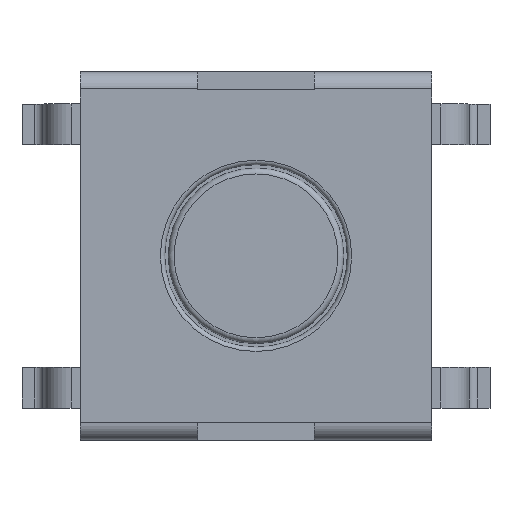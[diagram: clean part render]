
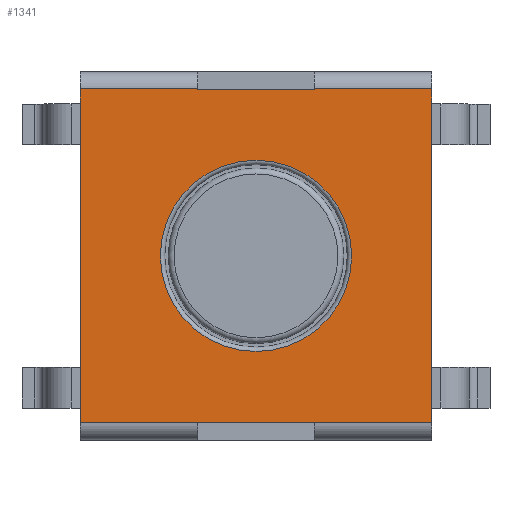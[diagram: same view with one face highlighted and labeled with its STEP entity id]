
A CAD part, top view. The second image highlights one B-rep face of the part: STEP entity #1341.
In plain terms, the highlighted planar face has unit normal (0, 0, 1).
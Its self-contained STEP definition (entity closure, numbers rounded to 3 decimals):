
#307 = VERTEX_POINT('',#308);
#308 = CARTESIAN_POINT('',(3.,2.853,2.6));
#315 = EDGE_CURVE('',#316,#307,#318,.T.);
#316 = VERTEX_POINT('',#317);
#317 = CARTESIAN_POINT('',(3.,-2.853,2.6));
#318 = LINE('',#319,#320);
#319 = CARTESIAN_POINT('',(3.,2.85,2.6));
#320 = VECTOR('',#321,1.);
#321 = DIRECTION('',(0.,1.,0.));
#1321 = VERTEX_POINT('',#1322);
#1322 = CARTESIAN_POINT('',(1.,2.853,2.6));
#1331 = EDGE_CURVE('',#1321,#307,#1332,.T.);
#1332 = LINE('',#1333,#1334);
#1333 = CARTESIAN_POINT('',(1.,2.853,2.6));
#1334 = VECTOR('',#1335,1.);
#1335 = DIRECTION('',(1.,0.,0.));
#1341 = ADVANCED_FACE('',(#1342,#1424),#1435,.T.);
#1342 = FACE_BOUND('',#1343,.T.);
#1343 = EDGE_LOOP('',(#1344,#1345,#1346,#1354,#1362,#1370,#1378,#1386,
#1394,#1402,#1410,#1418));
#1344 = ORIENTED_EDGE('',*,*,#315,.T.);
#1345 = ORIENTED_EDGE('',*,*,#1331,.F.);
#1346 = ORIENTED_EDGE('',*,*,#1347,.F.);
#1347 = EDGE_CURVE('',#1348,#1321,#1350,.T.);
#1348 = VERTEX_POINT('',#1349);
#1349 = CARTESIAN_POINT('',(1.,2.85,2.6));
#1350 = LINE('',#1351,#1352);
#1351 = CARTESIAN_POINT('',(1.,2.85,2.6));
#1352 = VECTOR('',#1353,1.);
#1353 = DIRECTION('',(0.,1.,0.));
#1354 = ORIENTED_EDGE('',*,*,#1355,.T.);
#1355 = EDGE_CURVE('',#1348,#1356,#1358,.T.);
#1356 = VERTEX_POINT('',#1357);
#1357 = CARTESIAN_POINT('',(-1.,2.85,2.6));
#1358 = LINE('',#1359,#1360);
#1359 = CARTESIAN_POINT('',(3.,2.85,2.6));
#1360 = VECTOR('',#1361,1.);
#1361 = DIRECTION('',(-1.,0.,0.));
#1362 = ORIENTED_EDGE('',*,*,#1363,.T.);
#1363 = EDGE_CURVE('',#1356,#1364,#1366,.T.);
#1364 = VERTEX_POINT('',#1365);
#1365 = CARTESIAN_POINT('',(-1.,2.853,2.6));
#1366 = LINE('',#1367,#1368);
#1367 = CARTESIAN_POINT('',(-1.,2.85,2.6));
#1368 = VECTOR('',#1369,1.);
#1369 = DIRECTION('',(0.,1.,0.));
#1370 = ORIENTED_EDGE('',*,*,#1371,.F.);
#1371 = EDGE_CURVE('',#1372,#1364,#1374,.T.);
#1372 = VERTEX_POINT('',#1373);
#1373 = CARTESIAN_POINT('',(-3.,2.853,2.6));
#1374 = LINE('',#1375,#1376);
#1375 = CARTESIAN_POINT('',(-3.,2.853,2.6));
#1376 = VECTOR('',#1377,1.);
#1377 = DIRECTION('',(1.,0.,0.));
#1378 = ORIENTED_EDGE('',*,*,#1379,.T.);
#1379 = EDGE_CURVE('',#1372,#1380,#1382,.T.);
#1380 = VERTEX_POINT('',#1381);
#1381 = CARTESIAN_POINT('',(-3.,-2.853,2.6));
#1382 = LINE('',#1383,#1384);
#1383 = CARTESIAN_POINT('',(-3.,-2.85,2.6));
#1384 = VECTOR('',#1385,1.);
#1385 = DIRECTION('',(0.,-1.,-0.));
#1386 = ORIENTED_EDGE('',*,*,#1387,.T.);
#1387 = EDGE_CURVE('',#1380,#1388,#1390,.T.);
#1388 = VERTEX_POINT('',#1389);
#1389 = CARTESIAN_POINT('',(-1.,-2.853,2.6));
#1390 = LINE('',#1391,#1392);
#1391 = CARTESIAN_POINT('',(-3.,-2.853,2.6));
#1392 = VECTOR('',#1393,1.);
#1393 = DIRECTION('',(1.,0.,-0.));
#1394 = ORIENTED_EDGE('',*,*,#1395,.F.);
#1395 = EDGE_CURVE('',#1396,#1388,#1398,.T.);
#1396 = VERTEX_POINT('',#1397);
#1397 = CARTESIAN_POINT('',(-1.,-2.85,2.6));
#1398 = LINE('',#1399,#1400);
#1399 = CARTESIAN_POINT('',(-1.,-2.85,2.6));
#1400 = VECTOR('',#1401,1.);
#1401 = DIRECTION('',(0.,-1.,-0.));
#1402 = ORIENTED_EDGE('',*,*,#1403,.T.);
#1403 = EDGE_CURVE('',#1396,#1404,#1406,.T.);
#1404 = VERTEX_POINT('',#1405);
#1405 = CARTESIAN_POINT('',(1.,-2.85,2.6));
#1406 = LINE('',#1407,#1408);
#1407 = CARTESIAN_POINT('',(-3.,-2.85,2.6));
#1408 = VECTOR('',#1409,1.);
#1409 = DIRECTION('',(1.,0.,0.));
#1410 = ORIENTED_EDGE('',*,*,#1411,.T.);
#1411 = EDGE_CURVE('',#1404,#1412,#1414,.T.);
#1412 = VERTEX_POINT('',#1413);
#1413 = CARTESIAN_POINT('',(1.,-2.853,2.6));
#1414 = LINE('',#1415,#1416);
#1415 = CARTESIAN_POINT('',(1.,-2.85,2.6));
#1416 = VECTOR('',#1417,1.);
#1417 = DIRECTION('',(0.,-1.,-0.));
#1418 = ORIENTED_EDGE('',*,*,#1419,.T.);
#1419 = EDGE_CURVE('',#1412,#316,#1420,.T.);
#1420 = LINE('',#1421,#1422);
#1421 = CARTESIAN_POINT('',(1.,-2.853,2.6));
#1422 = VECTOR('',#1423,1.);
#1423 = DIRECTION('',(1.,0.,-0.));
#1424 = FACE_BOUND('',#1425,.T.);
#1425 = EDGE_LOOP('',(#1426));
#1426 = ORIENTED_EDGE('',*,*,#1427,.T.);
#1427 = EDGE_CURVE('',#1428,#1428,#1430,.T.);
#1428 = VERTEX_POINT('',#1429);
#1429 = CARTESIAN_POINT('',(0.,1.635,2.6));
#1430 = CIRCLE('',#1431,1.635);
#1431 = AXIS2_PLACEMENT_3D('',#1432,#1433,#1434);
#1432 = CARTESIAN_POINT('',(0.,0.,2.6));
#1433 = DIRECTION('',(0.,0.,-1.));
#1434 = DIRECTION('',(0.,1.,0.));
#1435 = PLANE('',#1436);
#1436 = AXIS2_PLACEMENT_3D('',#1437,#1438,#1439);
#1437 = CARTESIAN_POINT('',(0.,0.,2.6)
);
#1438 = DIRECTION('',(0.,0.,1.));
#1439 = DIRECTION('',(-1.,0.,0.));
